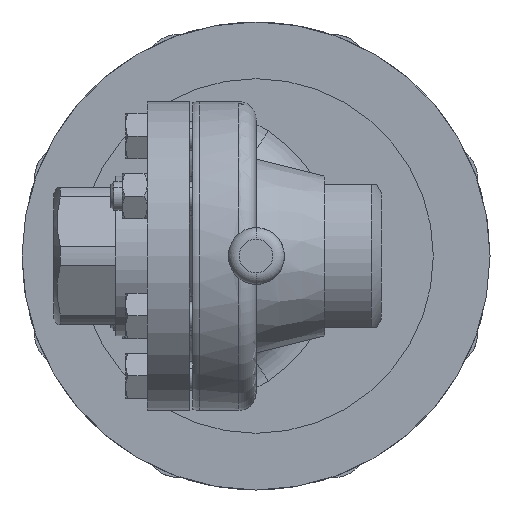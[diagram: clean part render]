
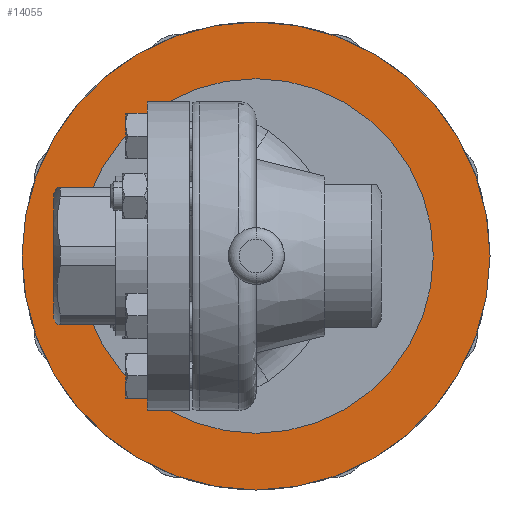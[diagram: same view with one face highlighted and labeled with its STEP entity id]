
A CAD part, front view. The second image highlights one B-rep face of the part: STEP entity #14055.
In plain terms, the highlighted planar face has unit normal (0, -1, 0).
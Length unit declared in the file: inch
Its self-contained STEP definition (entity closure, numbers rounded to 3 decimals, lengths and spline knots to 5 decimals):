
#1043 = CARTESIAN_POINT ( 'NONE',  ( 0., 2.05, 0. ) ) ;
#1196 = ORIENTED_EDGE ( 'NONE', *, *, #12787, .F. ) ;
#2052 = AXIS2_PLACEMENT_3D ( 'NONE', #13697, #8097, #11493 ) ;
#2168 = DIRECTION ( 'NONE',  ( 0., -1., 0. ) ) ;
#2312 = AXIS2_PLACEMENT_3D ( 'NONE', #14059, #12971, #8591 ) ;
#2680 = EDGE_CURVE ( 'NONE', #11288, #11413, #10577, .T. ) ;
#2941 = DIRECTION ( 'NONE',  ( 0., 0., -1. ) ) ;
#3128 = CARTESIAN_POINT ( 'NONE',  ( 0., 2.05, 1.94 ) ) ;
#3436 = DIRECTION ( 'NONE',  ( 0., 1., 0. ) ) ;
#4084 = CARTESIAN_POINT ( 'NONE',  ( 0., 2.05, 0. ) ) ;
#4404 = PLANE ( 'NONE',  #12306 ) ;
#5093 = CIRCLE ( 'NONE', #12331, 1.94 ) ;
#6614 = EDGE_CURVE ( 'NONE', #12560, #14574, #11475, .T. ) ;
#6621 = ORIENTED_EDGE ( 'NONE', *, *, #2680, .F. ) ;
#7360 = EDGE_CURVE ( 'NONE', #14574, #12560, #5093, .T. ) ;
#7697 = FACE_BOUND ( 'NONE', #11104, .T. ) ;
#7879 = DIRECTION ( 'NONE',  ( 0., 0., 1. ) ) ;
#8097 = DIRECTION ( 'NONE',  ( 0., 1., 0. ) ) ;
#8377 = CARTESIAN_POINT ( 'NONE',  ( 0., 2.05, -2.56 ) ) ;
#8532 = CARTESIAN_POINT ( 'NONE',  ( 0., 2.05, 2.56 ) ) ;
#8591 = DIRECTION ( 'NONE',  ( 0., 0., 1. ) ) ;
#9020 = CARTESIAN_POINT ( 'NONE',  ( 0., 2.05, -1.94 ) ) ;
#10052 = DIRECTION ( 'NONE',  ( 0., 0., -1. ) ) ;
#10376 = CIRCLE ( 'NONE', #2312, 2.56 ) ;
#10574 = EDGE_LOOP ( 'NONE', ( #6621, #1196 ) ) ;
#10577 = CIRCLE ( 'NONE', #2052, 2.56 ) ;
#11104 = EDGE_LOOP ( 'NONE', ( #11430, #13744 ) ) ;
#11288 = VERTEX_POINT ( 'NONE', #8377 ) ;
#11413 = VERTEX_POINT ( 'NONE', #8532 ) ;
#11430 = ORIENTED_EDGE ( 'NONE', *, *, #6614, .F. ) ;
#11475 = CIRCLE ( 'NONE', #12225, 1.94 ) ;
#11493 = DIRECTION ( 'NONE',  ( 0., 0., 1. ) ) ;
#12225 = AXIS2_PLACEMENT_3D ( 'NONE', #1043, #2168, #10052 ) ;
#12306 = AXIS2_PLACEMENT_3D ( 'NONE', #14539, #3436, #7879 ) ;
#12331 = AXIS2_PLACEMENT_3D ( 'NONE', #4084, #13061, #2941 ) ;
#12451 = FACE_OUTER_BOUND ( 'NONE', #10574, .T. ) ;
#12560 = VERTEX_POINT ( 'NONE', #9020 ) ;
#12787 = EDGE_CURVE ( 'NONE', #11413, #11288, #10376, .T. ) ;
#12971 = DIRECTION ( 'NONE',  ( 0., 1., 0. ) ) ;
#13061 = DIRECTION ( 'NONE',  ( 0., -1., 0. ) ) ;
#13697 = CARTESIAN_POINT ( 'NONE',  ( 0., 2.05, 0. ) ) ;
#13744 = ORIENTED_EDGE ( 'NONE', *, *, #7360, .F. ) ;
#14055 = ADVANCED_FACE ( 'NONE', ( #7697, #12451 ), #4404, .F. ) ;
#14059 = CARTESIAN_POINT ( 'NONE',  ( 0., 2.05, 0. ) ) ;
#14539 = CARTESIAN_POINT ( 'NONE',  ( -2.565, 2.05, 0. ) ) ;
#14574 = VERTEX_POINT ( 'NONE', #3128 ) ;
